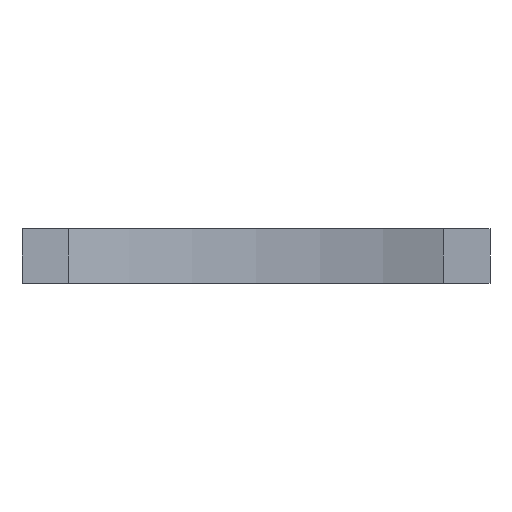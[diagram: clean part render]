
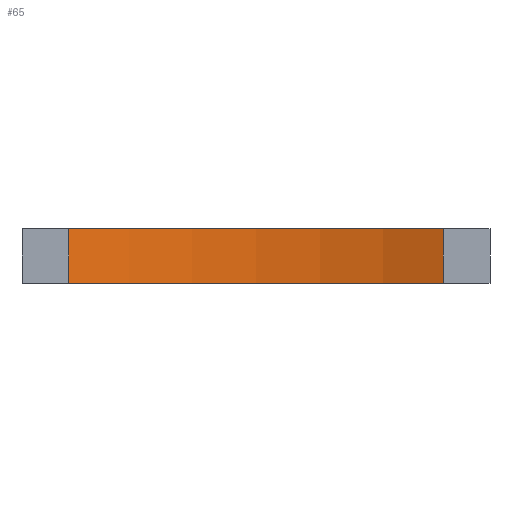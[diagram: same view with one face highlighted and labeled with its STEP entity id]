
A CAD part, front view. The second image highlights one B-rep face of the part: STEP entity #65.
In plain terms, the highlighted cylindrical face has radius 50.945 mm (diameter 101.89 mm), a partial arc.
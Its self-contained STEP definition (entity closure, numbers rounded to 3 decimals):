
#8 = CYLINDRICAL_SURFACE ( 'NONE', #2194, 50.945 ) ;
#65 = ADVANCED_FACE ( 'NONE', ( #2413 ), #8, .F. ) ;
#71 = DIRECTION ( 'NONE',  ( 0., 0., -1. ) ) ;
#92 = DIRECTION ( 'NONE',  ( 0., 0., -1. ) ) ;
#117 = EDGE_CURVE ( 'NONE', #997, #211, #1107, .T. ) ;
#203 = CARTESIAN_POINT ( 'NONE',  ( -20., -31.69, 5.85 ) ) ;
#210 = ORIENTED_EDGE ( 'NONE', *, *, #832, .T. ) ;
#211 = VERTEX_POINT ( 'NONE', #366 ) ;
#291 = VERTEX_POINT ( 'NONE', #1683 ) ;
#300 = ORIENTED_EDGE ( 'NONE', *, *, #862, .F. ) ;
#366 = CARTESIAN_POINT ( 'NONE',  ( -20., -31.69, 0. ) ) ;
#726 = AXIS2_PLACEMENT_3D ( 'NONE', #2412, #1832, #2219 ) ;
#806 = CARTESIAN_POINT ( 'NONE',  ( 0., -78.545, 5.85 ) ) ;
#832 = EDGE_CURVE ( 'NONE', #211, #1313, #2268, .T. ) ;
#862 = EDGE_CURVE ( 'NONE', #291, #1313, #879, .T. ) ;
#879 = LINE ( 'NONE', #1818, #1859 ) ;
#901 = VECTOR ( 'NONE', #1385, 1000. ) ;
#997 = VERTEX_POINT ( 'NONE', #2264 ) ;
#1068 = CARTESIAN_POINT ( 'NONE',  ( 0., -78.545, 5.85 ) ) ;
#1107 = LINE ( 'NONE', #203, #901 ) ;
#1139 = CARTESIAN_POINT ( 'NONE',  ( 20., -31.69, 0. ) ) ;
#1264 = EDGE_CURVE ( 'NONE', #997, #291, #2529, .T. ) ;
#1313 = VERTEX_POINT ( 'NONE', #1139 ) ;
#1316 = ORIENTED_EDGE ( 'NONE', *, *, #117, .T. ) ;
#1385 = DIRECTION ( 'NONE',  ( 0., 0., -1. ) ) ;
#1583 = DIRECTION ( 'NONE',  ( 0., 0., -1. ) ) ;
#1683 = CARTESIAN_POINT ( 'NONE',  ( 20., -31.69, 5.85 ) ) ;
#1689 = EDGE_LOOP ( 'NONE', ( #210, #300, #2170, #1316 ) ) ;
#1818 = CARTESIAN_POINT ( 'NONE',  ( 20., -31.69, 5.85 ) ) ;
#1832 = DIRECTION ( 'NONE',  ( 0., 0., -1. ) ) ;
#1859 = VECTOR ( 'NONE', #71, 1000. ) ;
#1870 = DIRECTION ( 'NONE',  ( -1., 0., 0. ) ) ;
#2170 = ORIENTED_EDGE ( 'NONE', *, *, #1264, .F. ) ;
#2194 = AXIS2_PLACEMENT_3D ( 'NONE', #1068, #92, #1870 ) ;
#2219 = DIRECTION ( 'NONE',  ( -1., 0., 0. ) ) ;
#2264 = CARTESIAN_POINT ( 'NONE',  ( -20., -31.69, 5.85 ) ) ;
#2268 = CIRCLE ( 'NONE', #726, 50.945 ) ;
#2412 = CARTESIAN_POINT ( 'NONE',  ( 0., -78.545, 0. ) ) ;
#2413 = FACE_OUTER_BOUND ( 'NONE', #1689, .T. ) ;
#2487 = AXIS2_PLACEMENT_3D ( 'NONE', #806, #1583, #2570 ) ;
#2529 = CIRCLE ( 'NONE', #2487, 50.945 ) ;
#2570 = DIRECTION ( 'NONE',  ( -1., 0., 0. ) ) ;
